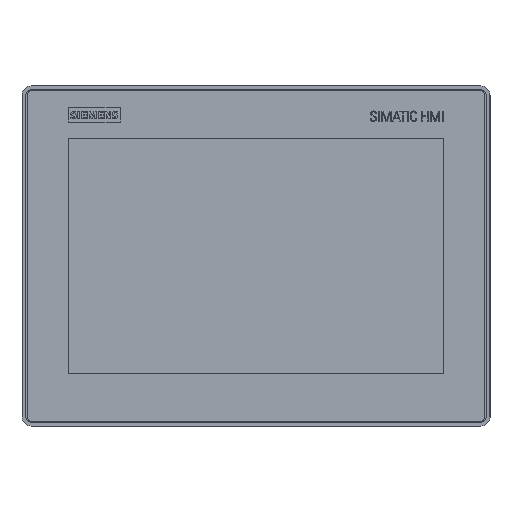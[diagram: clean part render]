
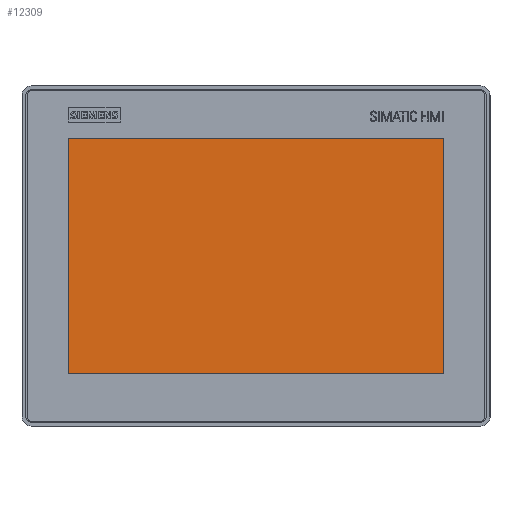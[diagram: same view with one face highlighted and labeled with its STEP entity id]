
A CAD part, top view. The second image highlights one B-rep face of the part: STEP entity #12309.
In plain terms, the highlighted planar face has unit normal (0, 0, 1).
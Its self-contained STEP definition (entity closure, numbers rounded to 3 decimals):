
#12309=ADVANCED_FACE('',(#16479),#14804,.T.);
#14804=PLANE('',#54787);
#16479=FACE_OUTER_BOUND('',#18883,.T.);
#18883=EDGE_LOOP('',(#22546,#22547,#22548,#22549));
#22546=ORIENTED_EDGE('',*,*,#39431,.F.);
#22547=ORIENTED_EDGE('',*,*,#39434,.F.);
#22548=ORIENTED_EDGE('',*,*,#39436,.F.);
#22549=ORIENTED_EDGE('',*,*,#39437,.F.);
#34964=VERTEX_POINT('',#67945);
#34965=VERTEX_POINT('',#67947);
#34966=VERTEX_POINT('',#67951);
#34967=VERTEX_POINT('',#67955);
#39431=EDGE_CURVE('',#34964,#34965,#45649,.T.);
#39434=EDGE_CURVE('',#34966,#34964,#45652,.T.);
#39436=EDGE_CURVE('',#34967,#34966,#45654,.T.);
#39437=EDGE_CURVE('',#34965,#34967,#45655,.T.);
#45649=LINE('',#67946,#49245);
#45652=LINE('',#67952,#49248);
#45654=LINE('',#67956,#49250);
#45655=LINE('',#67958,#49251);
#49245=VECTOR('',#58251,1.);
#49248=VECTOR('',#58256,1.);
#49250=VECTOR('',#58260,1.);
#49251=VECTOR('',#58263,1.);
#54787=AXIS2_PLACEMENT_3D('',#67960,#58266,#58267);
#58251=DIRECTION('',(0.,1.,0.));
#58256=DIRECTION('',(-1.,0.,0.));
#58260=DIRECTION('',(0.,-1.,0.));
#58263=DIRECTION('',(1.,0.,0.));
#58266=DIRECTION('',(0.,0.,1.));
#58267=DIRECTION('',(1.,0.,0.));
#67945=CARTESIAN_POINT('',(-315.792,-443.392,-18.26));
#67946=CARTESIAN_POINT('',(-315.792,-279.592,-18.26));
#67947=CARTESIAN_POINT('',(-315.792,-279.592,-18.26));
#67951=CARTESIAN_POINT('',(-54.192,-443.392,-18.26));
#67952=CARTESIAN_POINT('',(-315.792,-443.392,-18.26));
#67955=CARTESIAN_POINT('',(-54.192,-279.592,-18.26));
#67956=CARTESIAN_POINT('',(-54.192,-443.392,-18.26));
#67958=CARTESIAN_POINT('',(-54.192,-279.592,-18.26));
#67960=CARTESIAN_POINT('',(0.,0.,-18.26));
